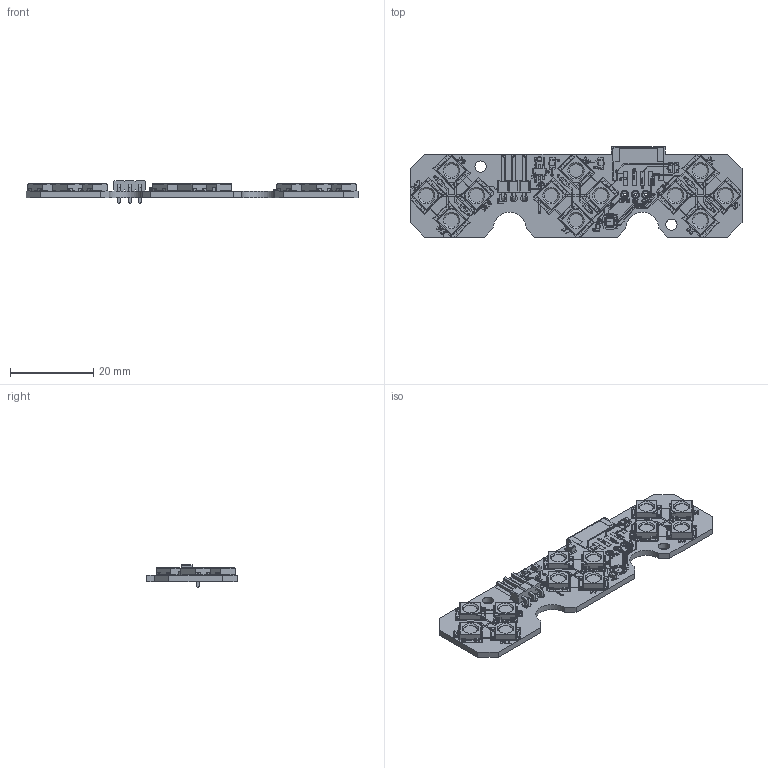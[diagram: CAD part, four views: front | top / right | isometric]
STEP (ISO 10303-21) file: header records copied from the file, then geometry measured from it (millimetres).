
FILE_DESCRIPTION(('KiCad electronic assembly'),'2;1');
FILE_NAME('indicator2.step','2025-10-17T12:29:13',('Pcbnew'),('Kicad'), 'Open CASCADE STEP processor 7.8','KiCad to STEP converter','Unknown' );
FILE_SCHEMA(('AUTOMOTIVE_DESIGN { 1 0 10303 214 1 1 1 1 }'));
Length unit declared in the file: millimetre
Products named in the file (12): indicator2 1; LED_SK6812_PLCC4_5.0x5.0mm_P3.2mm; C_0805_2012Metric; C_0603_1608Metric; R_0603_1608Metric; PinHeader_1x03_P2.54mm_Horizontal; TSOT-23-6; indicator2_copper; indicator2_pad; indicator2_via; indicator2_silkscreen; indicator2_PCB
Assembly tree (32 placements, depth 2):
  indicator2 1
    LED_SK6812_PLCC4_5.0x5.0mm_P3.2mm  x12
    C_0805_2012Metric  x2
    C_0603_1608Metric  x8
    R_0603_1608Metric  x3
    PinHeader_1x03_P2.54mm_Horizontal
    TSOT-23-6
    indicator2_copper
    indicator2_pad
    indicator2_via
    indicator2_silkscreen
    indicator2_PCB
Bounding box: 80 x 21.75 x 5.54 mm (x, y, z)
Volume: 2786.2 mm3; surface area: 5670.1 mm2
Topology: 277 solids, 392 shells, 3702 faces, 10322 edges, 7280 vertices
Faces by surface type: plane 2608, cylinder 1066, bspline 16, cone 12
Full cylindrical faces by diameter (mm): 0.25 x41, 0.275 x82, 0.3 x41, 0.6 x25, 0.65 x9, 0.7 x6, 0.95 x9, 1 x6, 1.5 x6, 1.7 x4, 2.7 x2, 3.333 x12
Entity records: 91678 total; most frequent: CARTESIAN_POINT 15538, DIRECTION 14550, ORIENTED_EDGE 13463, EDGE_CURVE 7399, LINE 5590, VECTOR 5590, VERTEX_POINT 5356, AXIS2_PLACEMENT_3D 4480
